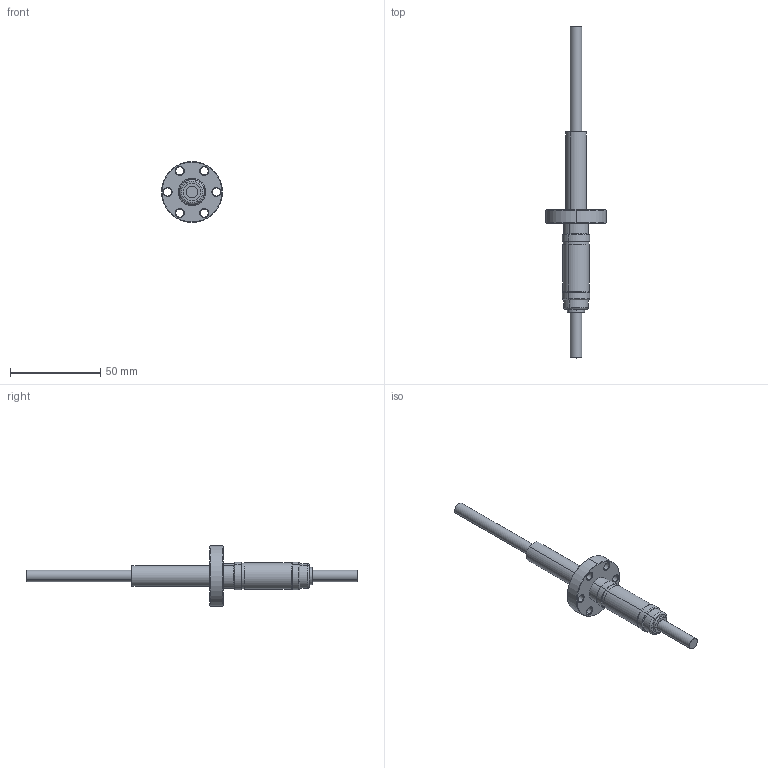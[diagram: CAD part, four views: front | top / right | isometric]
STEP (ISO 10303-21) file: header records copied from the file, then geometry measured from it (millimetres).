
FILE_DESCRIPTION (( 'STEP AP203' ), '1' );
FILE_NAME ('A0549-1-CF.STEP', '2019-11-14T16:47:43', ( '' ), ( '' ), 'SwSTEP 2.0', 'SolidWorks 2019', '' );
FILE_SCHEMA (( 'CONFIG_CONTROL_DESIGN' ));
Length unit declared in the file: inch
Products named in the file (1): A0549-1-CF
Bounding box: 33.78 x 184.15 x 33.78 mm (x, y, z)
Volume: 20976.6 mm3; surface area: 8685.4 mm2
Topology: 1 solids, 1 shells, 91 faces, 192 edges, 112 vertices
Faces by surface type: cylinder 40, cone 36, plane 11, torus 4
Entity records: 2541 total; most frequent: DIRECTION 492, CARTESIAN_POINT 396, ORIENTED_EDGE 384, AXIS2_PLACEMENT_3D 208, EDGE_CURVE 192, CIRCLE 116, EDGE_LOOP 112, VERTEX_POINT 112
